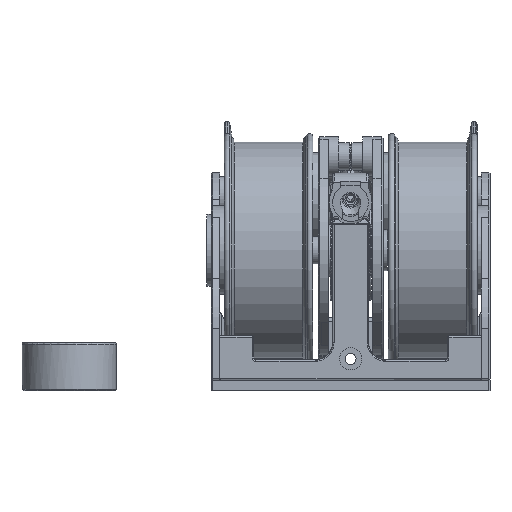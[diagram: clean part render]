
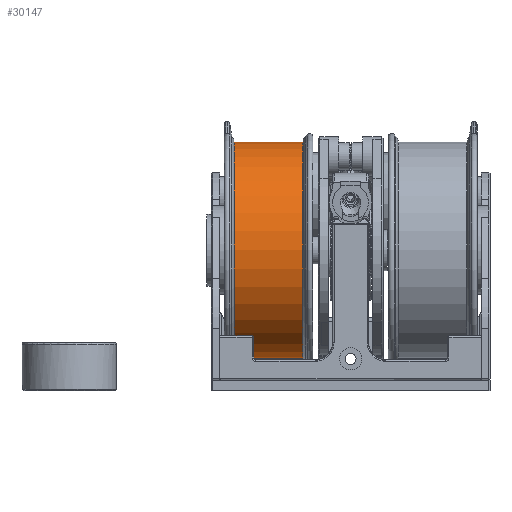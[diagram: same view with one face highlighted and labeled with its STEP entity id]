
A CAD part, front view. The second image highlights one B-rep face of the part: STEP entity #30147.
In plain terms, the highlighted cylindrical face has radius 31.625 mm (diameter 63.25 mm), a full revolution.
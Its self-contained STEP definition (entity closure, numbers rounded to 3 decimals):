
#2104=LINE('',#43886,#4563);
#4563=VECTOR('',#35633,31.625);
#6834=CYLINDRICAL_SURFACE('',#32316,31.625);
#7433=FACE_OUTER_BOUND('',#9292,.T.);
#9292=EDGE_LOOP('',(#20564,#20565,#20566,#20567));
#11237=CIRCLE('',#32314,31.625);
#11239=CIRCLE('',#32317,31.625);
#12585=VERTEX_POINT('',#43880);
#12586=VERTEX_POINT('',#43884);
#15599=EDGE_CURVE('',#12585,#12585,#11237,.T.);
#15601=EDGE_CURVE('',#12586,#12586,#11239,.T.);
#15602=EDGE_CURVE('',#12586,#12585,#2104,.T.);
#20564=ORIENTED_EDGE('',*,*,#15601,.T.);
#20565=ORIENTED_EDGE('',*,*,#15602,.T.);
#20566=ORIENTED_EDGE('',*,*,#15599,.F.);
#20567=ORIENTED_EDGE('',*,*,#15602,.F.);
#30147=ADVANCED_FACE('',(#7433),#6834,.T.);
#32314=AXIS2_PLACEMENT_3D('',#43881,#35625,#35626);
#32316=AXIS2_PLACEMENT_3D('',#43883,#35629,#35630);
#32317=AXIS2_PLACEMENT_3D('',#43885,#35631,#35632);
#35625=DIRECTION('center_axis',(1.,0.,0.));
#35626=DIRECTION('ref_axis',(0.,0.,-1.));
#35629=DIRECTION('center_axis',(1.,0.,0.));
#35630=DIRECTION('ref_axis',(0.,0.,-1.));
#35631=DIRECTION('center_axis',(1.,0.,0.));
#35632=DIRECTION('ref_axis',(0.,0.,-1.));
#35633=DIRECTION('',(1.,0.,0.));
#43880=CARTESIAN_POINT('',(34.023,0.,31.625));
#43881=CARTESIAN_POINT('Origin',(34.023,0.,0.));
#43883=CARTESIAN_POINT('Origin',(24.,0.,0.));
#43884=CARTESIAN_POINT('',(13.977,0.,31.625));
#43885=CARTESIAN_POINT('Origin',(13.977,0.,0.));
#43886=CARTESIAN_POINT('',(24.,0.,31.625));
